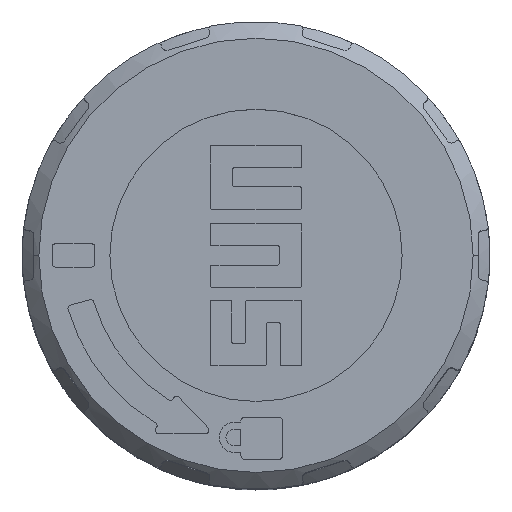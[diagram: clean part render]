
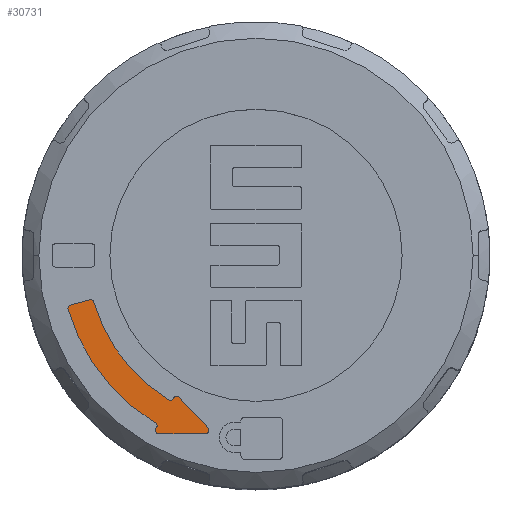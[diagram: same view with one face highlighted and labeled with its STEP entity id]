
A CAD part, top view. The second image highlights one B-rep face of the part: STEP entity #30731.
In plain terms, the highlighted planar face has unit normal (0, 0, 1).
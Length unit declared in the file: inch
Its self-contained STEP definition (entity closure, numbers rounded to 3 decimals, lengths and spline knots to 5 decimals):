
#25689=CARTESIAN_POINT('',(0.,0.,5.993));
#25690=DIRECTION('',(0.,0.,1.));
#25691=DIRECTION('',(-0.961,-0.276,0.));
#25692=AXIS2_PLACEMENT_3D('',#25689,#25690,#25691);
#25694=CARTESIAN_POINT('',(-0.55274,-0.15846,5.993));
#25695=DIRECTION('',(0.,0.,1.));
#25696=DIRECTION('',(-0.259,0.966,0.));
#25697=AXIS2_PLACEMENT_3D('',#25694,#25695,#25696);
#25699=DIRECTION('',(-0.966,-0.259,0.));
#25700=VECTOR('',#25699,0.06001);
#25701=CARTESIAN_POINT('',(-0.49736,-0.13327,5.993));
#25702=LINE('',#25701,#25700);
#25703=CARTESIAN_POINT('',(-0.49477,-0.14293,5.993));
#25704=DIRECTION('',(0.,0.,1.));
#25705=DIRECTION('',(0.961,0.278,0.));
#25706=AXIS2_PLACEMENT_3D('',#25703,#25704,#25705);
#25708=CARTESIAN_POINT('',(0.,0.,5.993));
#25709=DIRECTION('',(0.,0.,-1.));
#25710=DIRECTION('',(-0.517,-0.856,0.));
#25711=AXIS2_PLACEMENT_3D('',#25708,#25709,#25710);
#25713=CARTESIAN_POINT('',(-0.25611,-0.4236,5.993));
#25714=DIRECTION('',(0.,0.,-1.));
#25715=DIRECTION('',(0.866,-0.5,0.));
#25716=AXIS2_PLACEMENT_3D('',#25713,#25714,#25715);
#25718=DIRECTION('',(-0.5,-0.866,0.));
#25719=VECTOR('',#25718,0.0025);
#25720=CARTESIAN_POINT('',(-0.2462,-0.42643,5.993));
#25721=LINE('',#25720,#25719);
#25722=CARTESIAN_POINT('',(-0.23754,-0.43143,5.993));
#25723=DIRECTION('',(0.,0.,1.));
#25724=DIRECTION('',(0.728,0.685,0.));
#25725=AXIS2_PLACEMENT_3D('',#25722,#25723,#25724);
#25727=DIRECTION('',(-0.685,0.728,0.));
#25728=VECTOR('',#25727,0.12675);
#25729=CARTESIAN_POINT('',(-0.14341,-0.5169,5.993));
#25730=LINE('',#25729,#25728);
#25731=CARTESIAN_POINT('',(-0.15069,-0.52375,5.993));
#25732=DIRECTION('',(0.,0.,1.));
#25733=DIRECTION('',(0.006,-1.,0.));
#25734=AXIS2_PLACEMENT_3D('',#25731,#25732,#25733);
#25736=DIRECTION('',(1.,0.006,0.));
#25737=VECTOR('',#25736,0.14061);
#25738=CARTESIAN_POINT('',(-0.29124,-0.53454,5.993));
#25739=LINE('',#25738,#25737);
#25740=CARTESIAN_POINT('',(-0.2913,-0.52454,5.993));
#25741=DIRECTION('',(0.,0.,1.));
#25742=DIRECTION('',(-0.866,0.5,0.));
#25743=AXIS2_PLACEMENT_3D('',#25740,#25741,#25742);
#25745=DIRECTION('',(-0.5,-0.866,0.));
#25746=VECTOR('',#25745,0.005);
#25747=CARTESIAN_POINT('',(-0.29746,-0.51521,5.993));
#25748=LINE('',#25747,#25746);
#25749=CARTESIAN_POINT('',(-0.30612,-0.51021,5.993));
#25750=DIRECTION('',(0.,0.,-1.));
#25751=DIRECTION('',(0.514,0.857,0.));
#25752=AXIS2_PLACEMENT_3D('',#25749,#25750,#25751);
#27369=CARTESIAN_POINT('',(-0.56235,-0.16121,5.993));
#27370=CARTESIAN_POINT('',(-0.30097,-0.50164,5.993));
#27371=VERTEX_POINT('',#27369);
#27372=VERTEX_POINT('',#27370);
#27373=CARTESIAN_POINT('',(-0.29746,-0.51521,5.993));
#27374=VERTEX_POINT('',#27373);
#27375=CARTESIAN_POINT('',(-0.29996,-0.51954,5.993));
#27376=VERTEX_POINT('',#27375);
#27377=CARTESIAN_POINT('',(-0.29124,-0.53454,5.993));
#27378=VERTEX_POINT('',#27377);
#27379=CARTESIAN_POINT('',(-0.15064,-0.53375,5.993));
#27380=VERTEX_POINT('',#27379);
#27381=CARTESIAN_POINT('',(-0.14341,-0.5169,5.993));
#27382=VERTEX_POINT('',#27381);
#27383=CARTESIAN_POINT('',(-0.23026,-0.42458,5.993));
#27384=VERTEX_POINT('',#27383);
#27385=CARTESIAN_POINT('',(-0.2462,-0.42643,5.993));
#27386=VERTEX_POINT('',#27385);
#27387=CARTESIAN_POINT('',(-0.24745,-0.4286,5.993));
#27388=VERTEX_POINT('',#27387);
#27389=CARTESIAN_POINT('',(-0.26128,-0.43215,5.993));
#27390=VERTEX_POINT('',#27389);
#27391=CARTESIAN_POINT('',(-0.48516,-0.14015,5.993));
#27392=VERTEX_POINT('',#27391);
#27393=CARTESIAN_POINT('',(-0.49736,-0.13327,5.993));
#27394=VERTEX_POINT('',#27393);
#27395=CARTESIAN_POINT('',(-0.55532,-0.1488,5.993));
#27396=VERTEX_POINT('',#27395);
#30710=CARTESIAN_POINT('',(0.,0.,5.993));
#30711=DIRECTION('',(0.,0.,1.));
#30712=DIRECTION('',(0.,1.,0.));
#30713=AXIS2_PLACEMENT_3D('',#30710,#30711,#30712);
#30714=PLANE('',#30713);
#30715=ORIENTED_EDGE('',*,*,#30522,.F.);
#30716=ORIENTED_EDGE('',*,*,#30537,.F.);
#30717=ORIENTED_EDGE('',*,*,#30551,.F.);
#30718=ORIENTED_EDGE('',*,*,#30565,.F.);
#30719=ORIENTED_EDGE('',*,*,#30579,.F.);
#30720=ORIENTED_EDGE('',*,*,#30593,.F.);
#30721=ORIENTED_EDGE('',*,*,#30607,.F.);
#30722=ORIENTED_EDGE('',*,*,#30621,.F.);
#30723=ORIENTED_EDGE('',*,*,#30635,.F.);
#30724=ORIENTED_EDGE('',*,*,#30649,.F.);
#30725=ORIENTED_EDGE('',*,*,#30663,.F.);
#30726=ORIENTED_EDGE('',*,*,#30677,.F.);
#30727=ORIENTED_EDGE('',*,*,#30691,.F.);
#30728=ORIENTED_EDGE('',*,*,#30704,.F.);
#30729=EDGE_LOOP('',(#30715,#30716,#30717,#30718,#30719,#30720,#30721,#30722,
#30723,#30724,#30725,#30726,#30727,#30728));
#30730=FACE_OUTER_BOUND('',#30729,.F.);
#30731=ADVANCED_FACE('',(#30730),#30714,.T.);
#25693=CIRCLE('',#25692,0.585);
#25698=CIRCLE('',#25697,0.01);
#25707=CIRCLE('',#25706,0.01);
#25712=CIRCLE('',#25711,0.505);
#25717=CIRCLE('',#25716,0.01);
#25726=CIRCLE('',#25725,0.01);
#25735=CIRCLE('',#25734,0.01);
#25744=CIRCLE('',#25743,0.01);
#25753=CIRCLE('',#25752,0.01);
#30522=EDGE_CURVE('',#27371,#27372,#25693,.T.);
#30537=EDGE_CURVE('',#27396,#27371,#25698,.T.);
#30551=EDGE_CURVE('',#27394,#27396,#25702,.T.);
#30565=EDGE_CURVE('',#27392,#27394,#25707,.T.);
#30579=EDGE_CURVE('',#27390,#27392,#25712,.T.);
#30593=EDGE_CURVE('',#27388,#27390,#25717,.T.);
#30607=EDGE_CURVE('',#27386,#27388,#25721,.T.);
#30621=EDGE_CURVE('',#27384,#27386,#25726,.T.);
#30635=EDGE_CURVE('',#27382,#27384,#25730,.T.);
#30649=EDGE_CURVE('',#27380,#27382,#25735,.T.);
#30663=EDGE_CURVE('',#27378,#27380,#25739,.T.);
#30677=EDGE_CURVE('',#27376,#27378,#25744,.T.);
#30691=EDGE_CURVE('',#27374,#27376,#25748,.T.);
#30704=EDGE_CURVE('',#27372,#27374,#25753,.T.);
